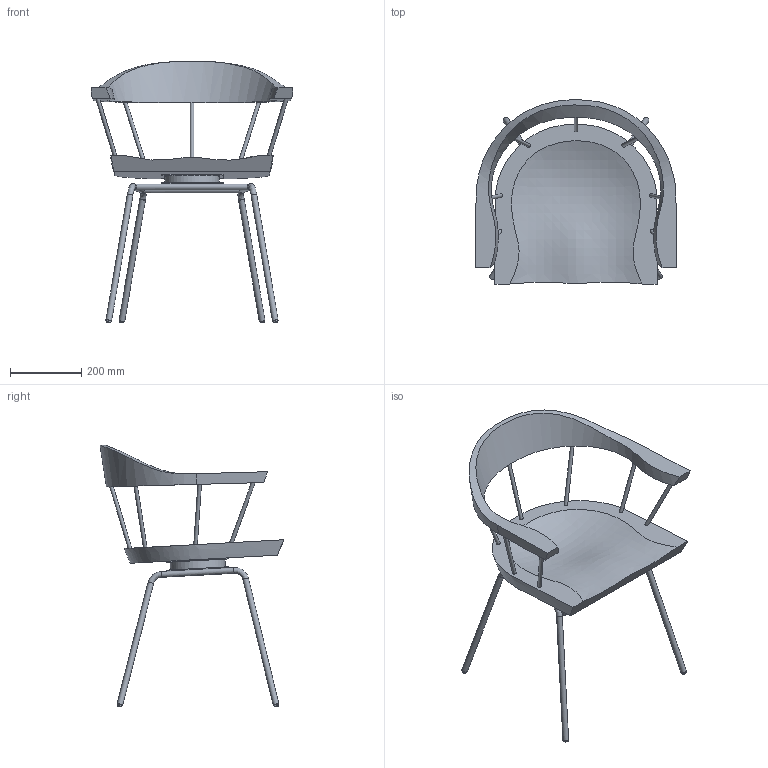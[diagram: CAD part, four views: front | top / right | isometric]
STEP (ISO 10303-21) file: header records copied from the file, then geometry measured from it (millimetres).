
FILE_DESCRIPTION(/* description */ (''),/* implementation_level */ '2;1');
FILE_NAME(/* name */ 'Spindle_CB-28S_3D',/* time_stamp */ '2023-10-06T12:22:48+02:00',/* author */ (''),/* organization */ (''),/* preprocessor_version */ 'ST-DEVELOPER v16.5',/* originating_system */ 'Rhino 7.31',/* authorisation */ '');
FILE_SCHEMA (('AUTOMOTIVE_DESIGN'));
Length unit declared in the file: centimetre
Products named in the file (2): Document; Spindle_CB-28S
Assembly tree (1 placements, depth 2):
  Document
    Spindle_CB-28S
Bounding box: 565 x 515.37 x 733.19 mm (x, y, z)
Volume: 8908123.4 mm3; surface area: 921791.8 mm2
Topology: 15 solids, 15 shells, 115 faces, 235 edges, 154 vertices
Faces by surface type: plane 60, cylinder 40, bspline 15
Full cylindrical faces by diameter (mm): 10 x7, 15.9 x2, 16 x6, 153.65 x1
Entity records: 11761 total; most frequent: CARTESIAN_POINT 9866, ORIENTED_EDGE 470, EDGE_CURVE 235, VERTEX_POINT 154, EDGE_LOOP 137, B_SPLINE_CURVE_WITH_KNOTS 128, ADVANCED_FACE 115, FACE_OUTER_BOUND 115
